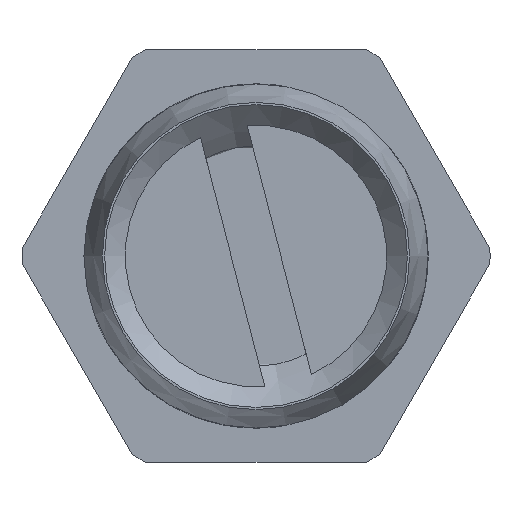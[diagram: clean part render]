
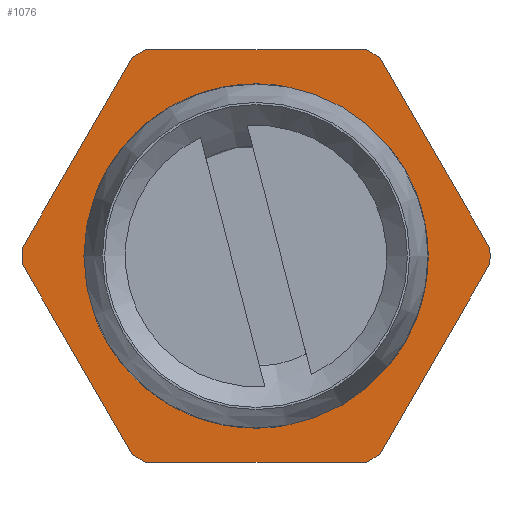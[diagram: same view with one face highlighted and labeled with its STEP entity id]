
A CAD part, front view. The second image highlights one B-rep face of the part: STEP entity #1076.
In plain terms, the highlighted planar face has unit normal (0, -1, 0).
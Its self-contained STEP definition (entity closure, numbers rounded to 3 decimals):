
#62=LINE('',#1619,#118);
#66=LINE('',#1628,#122);
#70=LINE('',#1637,#126);
#74=LINE('',#1646,#130);
#78=LINE('',#1655,#134);
#82=LINE('',#1664,#138);
#118=VECTOR('',#1287,3.2);
#122=VECTOR('',#1293,3.2);
#126=VECTOR('',#1299,3.2);
#130=VECTOR('',#1305,3.2);
#134=VECTOR('',#1311,3.2);
#138=VECTOR('',#1317,3.2);
#213=PLANE('',#1186);
#255=FACE_BOUND('',#405,.T.);
#315=FACE_OUTER_BOUND('',#404,.T.);
#404=EDGE_LOOP('',(#862,#863,#864,#865,#866,#867,#868,#869,#870,#871,#872,
#873));
#405=EDGE_LOOP('',(#874));
#482=CIRCLE('',#1136,1.95);
#490=CIRCLE('',#1152,3.4);
#491=CIRCLE('',#1154,3.4);
#492=CIRCLE('',#1156,3.4);
#493=CIRCLE('',#1158,3.4);
#494=CIRCLE('',#1160,3.4);
#506=CIRCLE('',#1187,3.4);
#538=VERTEX_POINT('',#1612);
#539=VERTEX_POINT('',#1615);
#541=VERTEX_POINT('',#1618);
#543=VERTEX_POINT('',#1624);
#545=VERTEX_POINT('',#1627);
#547=VERTEX_POINT('',#1633);
#549=VERTEX_POINT('',#1636);
#551=VERTEX_POINT('',#1642);
#553=VERTEX_POINT('',#1645);
#555=VERTEX_POINT('',#1651);
#557=VERTEX_POINT('',#1654);
#559=VERTEX_POINT('',#1660);
#561=VERTEX_POINT('',#1663);
#640=EDGE_CURVE('',#538,#538,#482,.T.);
#642=EDGE_CURVE('',#541,#539,#62,.T.);
#646=EDGE_CURVE('',#545,#543,#66,.T.);
#650=EDGE_CURVE('',#549,#547,#70,.T.);
#654=EDGE_CURVE('',#553,#551,#74,.T.);
#658=EDGE_CURVE('',#557,#555,#78,.T.);
#662=EDGE_CURVE('',#561,#559,#82,.T.);
#672=EDGE_CURVE('',#553,#559,#490,.T.);
#673=EDGE_CURVE('',#561,#555,#491,.T.);
#674=EDGE_CURVE('',#549,#551,#492,.T.);
#675=EDGE_CURVE('',#545,#547,#493,.T.);
#676=EDGE_CURVE('',#541,#543,#494,.T.);
#692=EDGE_CURVE('',#557,#539,#506,.T.);
#862=ORIENTED_EDGE('',*,*,#642,.T.);
#863=ORIENTED_EDGE('',*,*,#692,.F.);
#864=ORIENTED_EDGE('',*,*,#658,.T.);
#865=ORIENTED_EDGE('',*,*,#673,.F.);
#866=ORIENTED_EDGE('',*,*,#662,.T.);
#867=ORIENTED_EDGE('',*,*,#672,.F.);
#868=ORIENTED_EDGE('',*,*,#654,.T.);
#869=ORIENTED_EDGE('',*,*,#674,.F.);
#870=ORIENTED_EDGE('',*,*,#650,.T.);
#871=ORIENTED_EDGE('',*,*,#675,.F.);
#872=ORIENTED_EDGE('',*,*,#646,.T.);
#873=ORIENTED_EDGE('',*,*,#676,.F.);
#874=ORIENTED_EDGE('',*,*,#640,.T.);
#1076=ADVANCED_FACE('',(#315,#255),#213,.T.);
#1136=AXIS2_PLACEMENT_3D('',#1613,#1282,#1283);
#1152=AXIS2_PLACEMENT_3D('',#1678,#1338,#1339);
#1154=AXIS2_PLACEMENT_3D('',#1680,#1342,#1343);
#1156=AXIS2_PLACEMENT_3D('',#1682,#1346,#1347);
#1158=AXIS2_PLACEMENT_3D('',#1684,#1350,#1351);
#1160=AXIS2_PLACEMENT_3D('',#1686,#1354,#1355);
#1186=AXIS2_PLACEMENT_3D('',#1879,#1406,#1407);
#1187=AXIS2_PLACEMENT_3D('',#1880,#1408,#1409);
#1282=DIRECTION('center_axis',(0.,1.,0.));
#1283=DIRECTION('ref_axis',(-1.,0.,0.));
#1287=DIRECTION('',(-1.,0.,0.));
#1293=DIRECTION('',(-0.5,0.,0.866));
#1299=DIRECTION('',(0.5,0.,0.866));
#1305=DIRECTION('',(1.,0.,0.));
#1311=DIRECTION('',(-0.5,0.,-0.866));
#1317=DIRECTION('',(0.5,0.,-0.866));
#1338=DIRECTION('center_axis',(0.,1.,0.));
#1339=DIRECTION('ref_axis',(-1.,0.,0.));
#1342=DIRECTION('center_axis',(0.,1.,0.));
#1343=DIRECTION('ref_axis',(-1.,0.,0.));
#1346=DIRECTION('center_axis',(0.,1.,0.));
#1347=DIRECTION('ref_axis',(-1.,0.,0.));
#1350=DIRECTION('center_axis',(0.,1.,0.));
#1351=DIRECTION('ref_axis',(-1.,0.,0.));
#1354=DIRECTION('center_axis',(0.,1.,0.));
#1355=DIRECTION('ref_axis',(-1.,0.,0.));
#1406=DIRECTION('center_axis',(0.,-1.,0.));
#1407=DIRECTION('ref_axis',(0.,0.,-1.));
#1408=DIRECTION('center_axis',(0.,1.,0.));
#1409=DIRECTION('ref_axis',(-1.,0.,0.));
#1612=CARTESIAN_POINT('',(-1.95,13.9,0.));
#1613=CARTESIAN_POINT('Origin',(0.,13.9,0.));
#1615=CARTESIAN_POINT('',(-1.6,13.9,3.));
#1618=CARTESIAN_POINT('',(1.6,13.9,3.));
#1619=CARTESIAN_POINT('',(-2.204,13.9,3.));
#1624=CARTESIAN_POINT('',(1.798,13.9,2.886));
#1627=CARTESIAN_POINT('',(3.398,13.9,0.114));
#1628=CARTESIAN_POINT('',(1.831,13.9,2.829));
#1633=CARTESIAN_POINT('',(3.398,13.9,-0.114));
#1636=CARTESIAN_POINT('',(1.798,13.9,-2.886));
#1637=CARTESIAN_POINT('',(2.697,13.9,-1.329));
#1642=CARTESIAN_POINT('',(1.6,13.9,-3.));
#1645=CARTESIAN_POINT('',(-1.6,13.9,-3.));
#1646=CARTESIAN_POINT('',(-0.471,13.9,-3.));
#1651=CARTESIAN_POINT('',(-3.398,13.9,0.114));
#1654=CARTESIAN_POINT('',(-1.798,13.9,2.886));
#1655=CARTESIAN_POINT('',(-3.365,13.9,0.171));
#1660=CARTESIAN_POINT('',(-1.798,13.9,-2.886));
#1663=CARTESIAN_POINT('',(-3.398,13.9,-0.114));
#1664=CARTESIAN_POINT('',(-2.499,13.9,-1.671));
#1678=CARTESIAN_POINT('Origin',(0.,13.9,0.));
#1680=CARTESIAN_POINT('Origin',(0.,13.9,0.));
#1682=CARTESIAN_POINT('Origin',(0.,13.9,0.));
#1684=CARTESIAN_POINT('Origin',(0.,13.9,0.));
#1686=CARTESIAN_POINT('Origin',(0.,13.9,0.));
#1879=CARTESIAN_POINT('Origin',(-2.675,13.9,0.));
#1880=CARTESIAN_POINT('Origin',(0.,13.9,0.));
